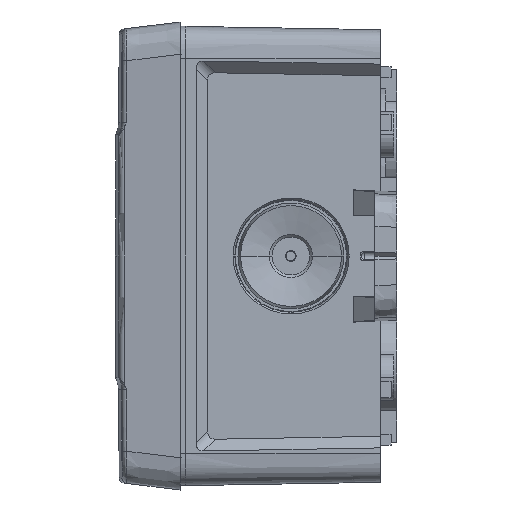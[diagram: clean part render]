
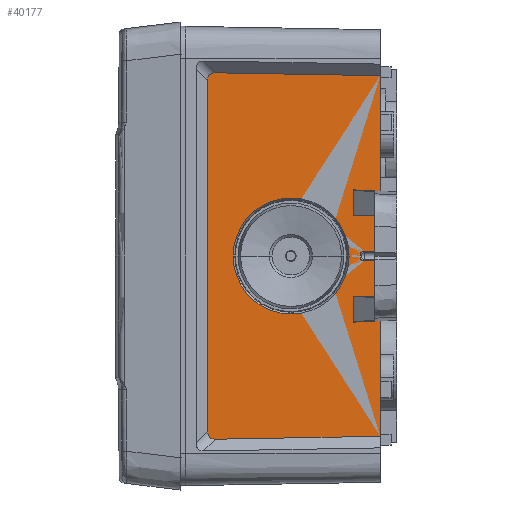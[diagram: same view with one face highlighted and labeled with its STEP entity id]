
A CAD part, left-side view. The second image highlights one B-rep face of the part: STEP entity #40177.
In plain terms, the highlighted planar face has unit normal (-1, -0.018, 0).
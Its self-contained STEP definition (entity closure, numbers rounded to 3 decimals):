
#668=CARTESIAN_POINT('',(-72.232,0.,
-0.883));
#670=CARTESIAN_POINT('',(-72.232,0.,
0.883));
#10983=DIRECTION('',(0.,0.,-1.));
#10984=VECTOR('',#10983,32.485);
#10985=CARTESIAN_POINT('',(-72.232,0.,33.368));
#10986=LINE('5743',#10985,#10984);
#10987=CARTESIAN_POINT('',(-72.284,2.995,
0.915));
#10988=CARTESIAN_POINT('',(-72.278,2.66,
0.911));
#10989=CARTESIAN_POINT('',(-72.267,1.992,
0.905));
#10990=CARTESIAN_POINT('',(-72.249,0.994,
0.894));
#10991=CARTESIAN_POINT('',(-72.238,0.331,
0.887));
#10992=CARTESIAN_POINT('',(-72.232,0.,
0.883));
#10994=CARTESIAN_POINT('',(-72.284,2.995,
-0.915));
#10995=CARTESIAN_POINT('',(-72.285,3.066,
-0.915));
#10996=CARTESIAN_POINT('',(-72.288,3.204,
-0.896));
#10997=CARTESIAN_POINT('',(-72.291,3.405,
-0.801));
#10998=CARTESIAN_POINT('',(-72.294,3.569,
-0.647));
#10999=CARTESIAN_POINT('',(-72.296,3.692,
-0.436));
#11000=CARTESIAN_POINT('',(-72.298,3.756,
-0.166));
#11001=CARTESIAN_POINT('',(-72.298,3.757,
0.152));
#11002=CARTESIAN_POINT('',(-72.296,3.695,
0.428));
#11003=CARTESIAN_POINT('',(-72.294,3.574,
0.642));
#11004=CARTESIAN_POINT('',(-72.291,3.409,
0.798));
#11005=CARTESIAN_POINT('',(-72.288,3.209,
0.895));
#11006=CARTESIAN_POINT('',(-72.286,3.068,
0.915));
#11007=CARTESIAN_POINT('',(-72.284,2.995,
0.915));
#11009=CARTESIAN_POINT('',(-72.232,0.,
-0.883));
#11010=CARTESIAN_POINT('',(-72.238,0.331,
-0.887));
#11011=CARTESIAN_POINT('',(-72.249,0.994,
-0.894));
#11012=CARTESIAN_POINT('',(-72.267,1.992,
-0.905));
#11013=CARTESIAN_POINT('',(-72.278,2.66,
-0.911));
#11014=CARTESIAN_POINT('',(-72.284,2.995,
-0.915));
#11016=DIRECTION('',(0.,0.,-1.));
#11017=VECTOR('',#11016,32.485);
#11018=CARTESIAN_POINT('',(-72.232,0.,
-0.883));
#11019=LINE('5744',#11018,#11017);
#11020=DIRECTION('',(-0.017,1.,-0.017));
#11021=VECTOR('',#11020,30.509);
#11022=CARTESIAN_POINT('',(-72.232,0.,-33.368));
#11023=LINE('3195',#11022,#11021);
#11024=CARTESIAN_POINT('',(-72.789,31.939,
-32.511));
#11025=CARTESIAN_POINT('',(-72.789,31.939,
-32.987));
#11026=CARTESIAN_POINT('',(-72.784,31.644,
-33.638));
#11027=CARTESIAN_POINT('',(-72.773,30.976,
-33.909));
#11028=CARTESIAN_POINT('',(-72.764,30.5,
-33.9));
#11030=DIRECTION('',(0.,0.,1.));
#11031=VECTOR('',#11030,65.023);
#11032=CARTESIAN_POINT('',(-72.789,31.939,
-32.511));
#11033=LINE('3194',#11032,#11031);
#11034=CARTESIAN_POINT('',(-72.764,30.5,
33.9));
#11035=CARTESIAN_POINT('',(-72.773,30.976,
33.909));
#11036=CARTESIAN_POINT('',(-72.784,31.644,
33.638));
#11037=CARTESIAN_POINT('',(-72.789,31.939,
32.987));
#11038=CARTESIAN_POINT('',(-72.789,31.939,
32.511));
#11040=DIRECTION('',(-0.017,1.,0.017));
#11041=VECTOR('',#11040,30.509);
#11042=CARTESIAN_POINT('',(-72.232,0.,33.368));
#11043=LINE('3196',#11042,#11041);
#11044=CARTESIAN_POINT('',(-72.52,16.5,0.));
#11045=DIRECTION('',(1.,0.017,0.));
#11046=DIRECTION('',(0.017,-1.,0.));
#11047=AXIS2_PLACEMENT_3D('',#11044,#11045,#11046);
#11049=CARTESIAN_POINT('',(-72.52,16.5,0.));
#11050=DIRECTION('',(1.,0.017,0.));
#11051=DIRECTION('',(-0.017,1.,0.));
#11052=AXIS2_PLACEMENT_3D('',#11049,#11050,#11051);
#16597=CARTESIAN_POINT('',(-72.232,0.,-33.368));
#16598=VERTEX_POINT('',#16597);
#16607=CARTESIAN_POINT('',(-72.232,0.,33.368));
#16608=VERTEX_POINT('',#16607);
#17804=CARTESIAN_POINT('',(-72.764,30.5,
33.9));
#17806=VERTEX_POINT('',#17804);
#17808=VERTEX_POINT('',#11038);
#17811=VERTEX_POINT('',#11024);
#17812=VERTEX_POINT('',#11028);
#20184=CARTESIAN_POINT('',(-72.333,5.77,0.));
#20185=CARTESIAN_POINT('',(-72.707,27.23,
0.));
#20186=VERTEX_POINT('',#20184);
#20187=VERTEX_POINT('',#20185);
#20248=VERTEX_POINT('',#670);
#20251=VERTEX_POINT('',#10987);
#20252=VERTEX_POINT('',#10994);
#20255=VERTEX_POINT('',#668);
#40148=CARTESIAN_POINT('',(-73.,44.,-42.7));
#40149=DIRECTION('',(-1.,-0.017,0.));
#40150=DIRECTION('',(0.,0.,1.));
#40151=AXIS2_PLACEMENT_3D('',#40148,#40149,#40150);
#40152=PLANE('977',#40151);
#40153=ORIENTED_EDGE('5743',*,*,#20692,.T.);
#40155=ORIENTED_EDGE('5325',*,*,#40154,.F.);
#40157=ORIENTED_EDGE('5326',*,*,#40156,.F.);
#40159=ORIENTED_EDGE('5329',*,*,#40158,.F.);
#40160=ORIENTED_EDGE('5744',*,*,#20684,.T.);
#40162=ORIENTED_EDGE('3195',*,*,#40161,.T.);
#40164=ORIENTED_EDGE('3173',*,*,#40163,.F.);
#40166=ORIENTED_EDGE('3194',*,*,#40165,.T.);
#40167=ORIENTED_EDGE('3171',*,*,#40131,.F.);
#40168=ORIENTED_EDGE('3196',*,*,#40113,.F.);
#40169=EDGE_LOOP('977',(#40153,#40155,#40157,#40159,#40160,#40162,#40164,#40166,
#40167,#40168));
#40170=FACE_OUTER_BOUND('977',#40169,.F.);
#40172=ORIENTED_EDGE('5243',*,*,#40171,.F.);
#40174=ORIENTED_EDGE('5245',*,*,#40173,.F.);
#40175=EDGE_LOOP('977',(#40172,#40174));
#40176=FACE_BOUND('977',#40175,.F.);
#10993=B_SPLINE_CURVE_WITH_KNOTS('5325',3,(#10987,#10988,#10989,#10990,#10991,
#10992),.UNSPECIFIED.,.F.,.F.,(4,1,1,4),(0.,0.333,
0.667,1.),.UNSPECIFIED.);
#11008=B_SPLINE_CURVE_WITH_KNOTS('5326',3,(#10994,#10995,#10996,#10997,#10998,
#10999,#11000,#11001,#11002,#11003,#11004,#11005,#11006,#11007),.UNSPECIFIED.,
.F.,.F.,(4,1,1,1,1,1,1,1,1,1,1,4),(0.,0.091,0.182,
0.273,0.364,0.455,0.545,
0.636,0.727,0.818,0.909,1.),
.UNSPECIFIED.);
#11015=B_SPLINE_CURVE_WITH_KNOTS('5329',3,(#11009,#11010,#11011,#11012,#11013,
#11014),.UNSPECIFIED.,.F.,.F.,(4,1,1,4),(0.,0.333,
0.667,1.),.UNSPECIFIED.);
#11029=B_SPLINE_CURVE_WITH_KNOTS('3173',3,(#11024,#11025,#11026,#11027,#11028),
.UNSPECIFIED.,.F.,.F.,(4,1,4),(0.,0.5,1.),.UNSPECIFIED.);
#11039=B_SPLINE_CURVE_WITH_KNOTS('3171',3,(#11034,#11035,#11036,#11037,#11038),
.UNSPECIFIED.,.F.,.F.,(4,1,4),(0.,0.5,1.),.UNSPECIFIED.);
#11048=CIRCLE('5243',#11047,10.731);
#11053=CIRCLE('5245',#11052,10.731);
#20684=EDGE_CURVE('5744',#20255,#16598,#11019,.T.);
#20692=EDGE_CURVE('5743',#16608,#20248,#10986,.T.);
#40113=EDGE_CURVE('3196',#16608,#17806,#11043,.T.);
#40131=EDGE_CURVE('3171',#17806,#17808,#11039,.T.);
#40154=EDGE_CURVE('5325',#20251,#20248,#10993,.T.);
#40156=EDGE_CURVE('5326',#20252,#20251,#11008,.T.);
#40158=EDGE_CURVE('5329',#20255,#20252,#11015,.T.);
#40161=EDGE_CURVE('3195',#16598,#17812,#11023,.T.);
#40163=EDGE_CURVE('3173',#17811,#17812,#11029,.T.);
#40165=EDGE_CURVE('3194',#17811,#17808,#11033,.T.);
#40171=EDGE_CURVE('5243',#20186,#20187,#11048,.T.);
#40173=EDGE_CURVE('5245',#20187,#20186,#11053,.T.);
#40177=ADVANCED_FACE('977',(#40170,#40176),#40152,.T.);
